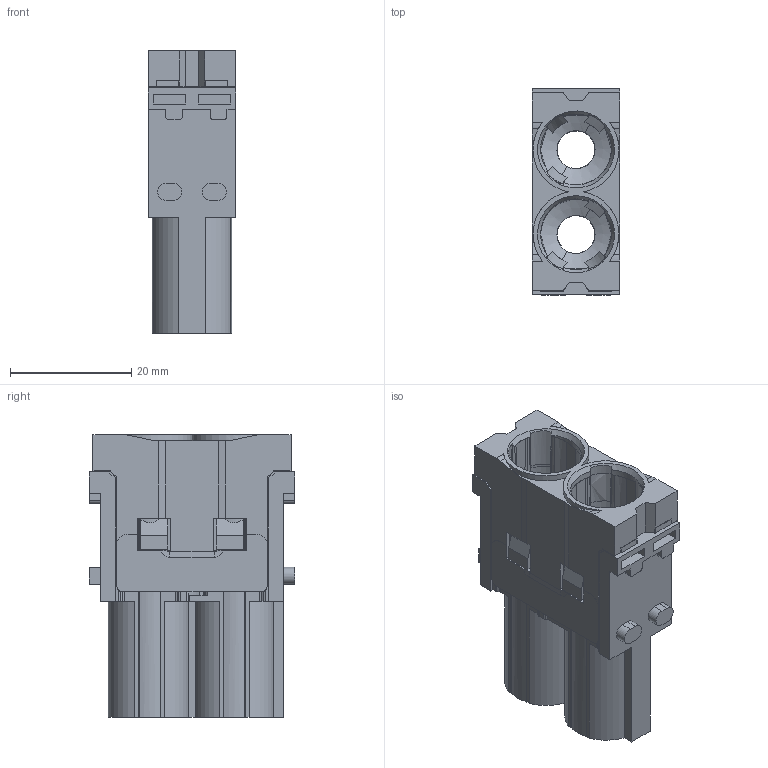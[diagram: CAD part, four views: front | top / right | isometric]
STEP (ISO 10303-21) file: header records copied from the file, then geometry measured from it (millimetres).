
FILE_DESCRIPTION(('CATIA V5 STEP Exchange','CAx-IF Rec.Pracs.--- Model Styling and Organization---1.4--- 2014-01-23'),'2;1');
FILE_NAME ('1115426-6_3', '2019-09-03T12:13:04+00:00', ('none'), ('Weidmueller'), 'CATIA Version 5-6 Release 2016 SP3 HF44', 'CATIA V5 STEP AP214', 'none');
FILE_SCHEMA(('AUTOMOTIVE_DESIGN { 1 0 10303 214 1 1 1 1 }'));
Length unit declared in the file: millimetre
Products named in the file (1): 2668190000
Bounding box: 14.5 x 34 x 46.65 mm (x, y, z)
Volume: 7473.2 mm3; surface area: 14084.2 mm2
Topology: 1 solids, 1 shells, 977 faces, 2731 edges, 1738 vertices
Faces by surface type: plane 445, cylinder 215, bspline 152, cone 88, extrusion 35, torus 28, sphere 14
Entity records: 36968 total; most frequent: CARTESIAN_POINT 15109, ORIENTED_EDGE 5434, DIRECTION 3035, EDGE_CURVE 2717, VERTEX_POINT 1738, VECTOR 1372, LINE 1337, AXIS2_PLACEMENT_3D 1072
